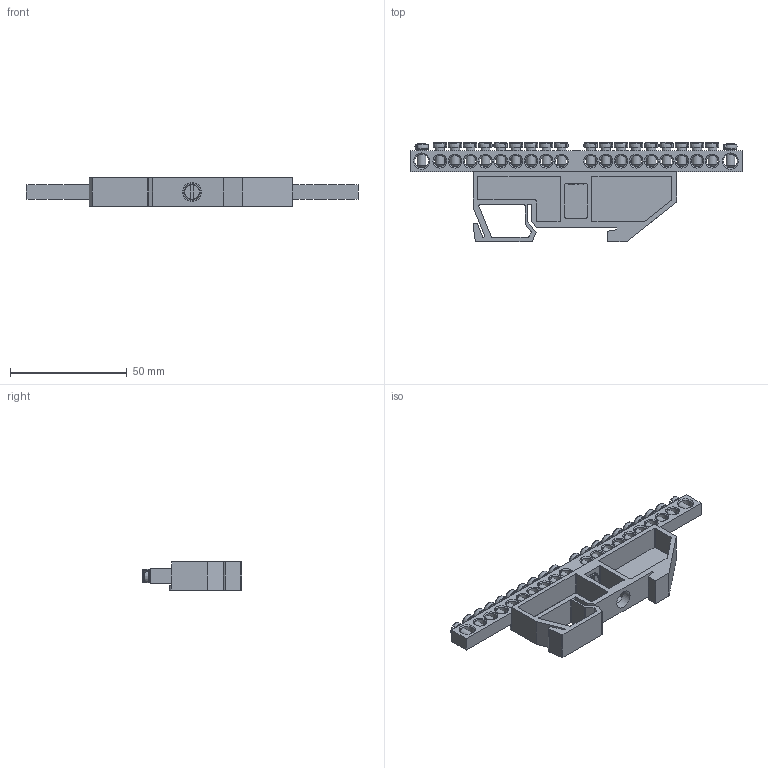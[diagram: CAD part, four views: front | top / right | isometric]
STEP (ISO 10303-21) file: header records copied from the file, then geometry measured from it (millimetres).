
FILE_DESCRIPTION(/* description */ (''),/* implementation_level */ '2;1');
FILE_NAME(/* name */ 'Шина PE 6х9-20_1 изолятор DIN.stp',/* time_stamp */ '2021-04-12T22:25:14+03:00',/* author */ ('Admin'),/* organization */ (''),/* preprocessor_version */ 'ST-DEVELOPER v15.6',/* originating_system */ 'Autodesk Inventor 2015',/* authorisation */ '');
FILE_SCHEMA (('AUTOMOTIVE_DESIGN { 1 0 10303 214 3 1 1 }'));
Length unit declared in the file: millimetre
Products named in the file (5): 6х9-20_1; Винт M4x8; Изолятор DIN \X2\04360435
; DIN 84 - M4 x 10; 
Assembly tree (23 placements, depth 2):
  
    6х9-20_1
    Винт M4x8  x20
    Изолятор DIN \X2\04360435

    DIN 84 - M4 x 10
Bounding box: 142 x 42.65 x 12 mm (x, y, z)
Volume: 18769.5 mm3; surface area: 20663 mm2
Topology: 23 solids, 23 shells, 680 faces, 1799 edges, 1188 vertices
Faces by surface type: plane 361, cone 103, cylinder 94, torus 62, sphere 40, bspline 20
Full cylindrical faces by diameter (mm): 3.242 x21, 3.621 x1, 3.9 x20, 4 x1, 5 x19, 6 x2, 8 x2
Entity records: 7116 total; most frequent: CARTESIAN_POINT 1800, DIRECTION 1070, ORIENTED_EDGE 872, AXIS2_PLACEMENT_3D 439, EDGE_CURVE 436, EDGE_LOOP 389, VERTEX_POINT 335, CIRCLE 207
